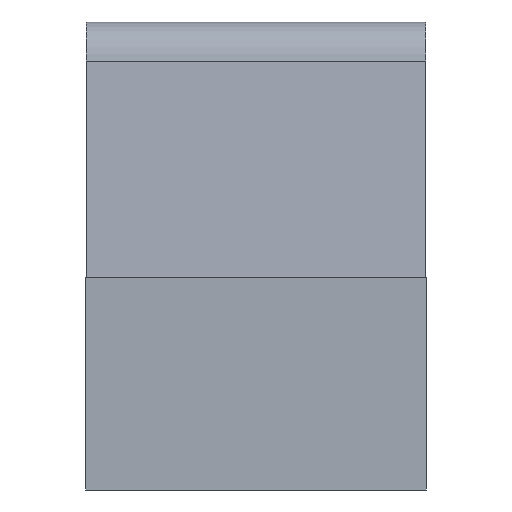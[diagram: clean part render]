
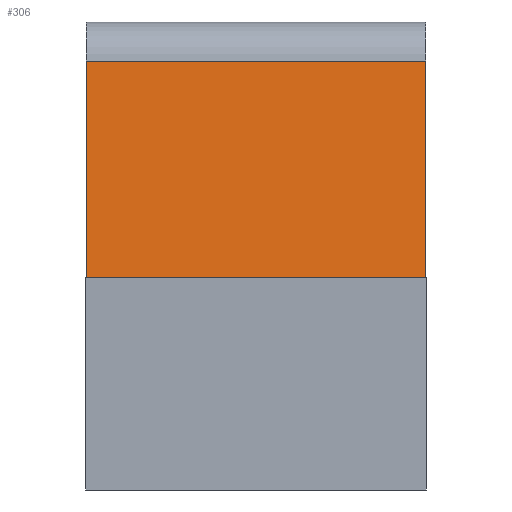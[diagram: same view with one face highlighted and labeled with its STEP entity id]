
A CAD part, left-side view. The second image highlights one B-rep face of the part: STEP entity #306.
In plain terms, the highlighted planar face has unit normal (-0.997, 0, 0.083).
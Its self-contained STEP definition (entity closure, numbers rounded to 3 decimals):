
#24 = ORIENTED_EDGE ( 'NONE', *, *, #181, .F. ) ;
#27 = EDGE_CURVE ( 'NONE', #195, #145, #128, .T. ) ;
#38 = CARTESIAN_POINT ( 'NONE',  ( -0.6, -0.4, 0.5 ) ) ;
#88 = LINE ( 'NONE', #574, #626 ) ;
#99 = CARTESIAN_POINT ( 'NONE',  ( -0.6, -0.4, 0.5 ) ) ;
#115 = EDGE_CURVE ( 'NONE', #145, #655, #144, .T. ) ;
#128 = LINE ( 'NONE', #392, #503 ) ;
#144 = LINE ( 'NONE', #38, #606 ) ;
#145 = VERTEX_POINT ( 'NONE', #99 ) ;
#149 = EDGE_CURVE ( 'NONE', #195, #209, #88, .T. ) ;
#177 = ORIENTED_EDGE ( 'NONE', *, *, #27, .T. ) ;
#181 = EDGE_CURVE ( 'NONE', #209, #655, #593, .T. ) ;
#195 = VERTEX_POINT ( 'NONE', #529 ) ;
#209 = VERTEX_POINT ( 'NONE', #531 ) ;
#210 = CARTESIAN_POINT ( 'NONE',  ( -0.558, -0.4, 1.008 ) ) ;
#233 = DIRECTION ( 'NONE',  ( 0.997, 0., -0.083 ) ) ;
#306 = ADVANCED_FACE ( 'NONE', ( #463 ), #607, .F. ) ;
#360 = EDGE_LOOP ( 'NONE', ( #682, #24, #426, #177 ) ) ;
#392 = CARTESIAN_POINT ( 'NONE',  ( -0.6, 0.4, 0.5 ) ) ;
#403 = DIRECTION ( 'NONE',  ( 0., -1., 0. ) ) ;
#426 = ORIENTED_EDGE ( 'NONE', *, *, #149, .F. ) ;
#463 = FACE_OUTER_BOUND ( 'NONE', #360, .T. ) ;
#464 = VECTOR ( 'NONE', #403, 1000. ) ;
#490 = AXIS2_PLACEMENT_3D ( 'NONE', #545, #233, #612 ) ;
#503 = VECTOR ( 'NONE', #700, 1000. ) ;
#529 = CARTESIAN_POINT ( 'NONE',  ( -0.6, 0.4, 0.5 ) ) ;
#531 = CARTESIAN_POINT ( 'NONE',  ( -0.558, 0.4, 1.008 ) ) ;
#545 = CARTESIAN_POINT ( 'NONE',  ( -0.6, 0.4, 0.5 ) ) ;
#572 = DIRECTION ( 'NONE',  ( 0.083, 0., 0.997 ) ) ;
#574 = CARTESIAN_POINT ( 'NONE',  ( -0.6, 0.4, 0.5 ) ) ;
#577 = DIRECTION ( 'NONE',  ( 0.083, 0., 0.997 ) ) ;
#587 = CARTESIAN_POINT ( 'NONE',  ( -0.558, 0.4, 1.008 ) ) ;
#593 = LINE ( 'NONE', #587, #464 ) ;
#606 = VECTOR ( 'NONE', #572, 1000. ) ;
#607 = PLANE ( 'NONE',  #490 ) ;
#612 = DIRECTION ( 'NONE',  ( -0.083, 0., -0.997 ) ) ;
#626 = VECTOR ( 'NONE', #577, 1000. ) ;
#655 = VERTEX_POINT ( 'NONE', #210 ) ;
#682 = ORIENTED_EDGE ( 'NONE', *, *, #115, .T. ) ;
#700 = DIRECTION ( 'NONE',  ( 0., -1., 0. ) ) ;
